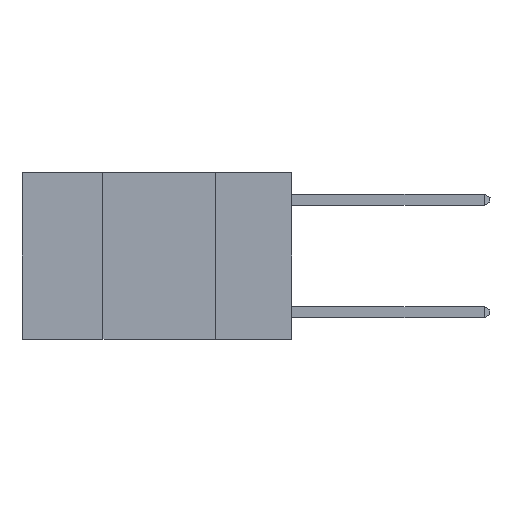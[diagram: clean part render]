
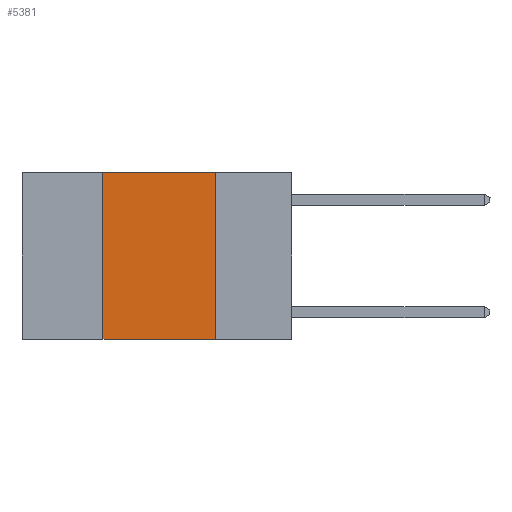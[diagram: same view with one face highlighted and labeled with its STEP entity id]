
A CAD part, left-side view. The second image highlights one B-rep face of the part: STEP entity #5381.
In plain terms, the highlighted planar face has unit normal (-1, 0, 0).
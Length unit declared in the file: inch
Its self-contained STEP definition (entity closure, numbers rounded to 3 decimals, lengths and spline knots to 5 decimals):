
#1192 = PLANE ( 'NONE',  #14171 ) ;
#1915 = EDGE_LOOP ( 'NONE', ( #8469, #18144, #10767, #4627 ) ) ;
#2266 = VECTOR ( 'NONE', #5338, 39.37008 ) ;
#2677 = VECTOR ( 'NONE', #3373, 39.37008 ) ;
#3373 = DIRECTION ( 'NONE',  ( 0., -1., 0. ) ) ;
#4627 = ORIENTED_EDGE ( 'NONE', *, *, #11345, .T. ) ;
#4775 = EDGE_CURVE ( 'NONE', #9530, #13301, #7547, .T. ) ;
#4838 = EDGE_CURVE ( 'NONE', #13301, #14548, #17894, .T. ) ;
#5338 = DIRECTION ( 'NONE',  ( 0., 0., 1. ) ) ;
#5381 = ADVANCED_FACE ( 'NONE', ( #5418 ), #1192, .F. ) ;
#5418 = FACE_OUTER_BOUND ( 'NONE', #1915, .T. ) ;
#6502 = CARTESIAN_POINT ( 'NONE',  ( 0., 0.17, -0.37 ) ) ;
#7547 = LINE ( 'NONE', #10396, #2677 ) ;
#7569 = DIRECTION ( 'NONE',  ( 0., 0., -1. ) ) ;
#8469 = ORIENTED_EDGE ( 'NONE', *, *, #4838, .F. ) ;
#8775 = DIRECTION ( 'NONE',  ( 1., 0., 0. ) ) ;
#9148 = VECTOR ( 'NONE', #15635, 39.37008 ) ;
#9467 = CARTESIAN_POINT ( 'NONE',  ( 0., 0.42, -0.37 ) ) ;
#9530 = VERTEX_POINT ( 'NONE', #17686 ) ;
#9786 = CARTESIAN_POINT ( 'NONE',  ( 0., 0.42, 0. ) ) ;
#10396 = CARTESIAN_POINT ( 'NONE',  ( 0., 0.6, 0. ) ) ;
#10767 = ORIENTED_EDGE ( 'NONE', *, *, #17015, .F. ) ;
#11148 = CARTESIAN_POINT ( 'NONE',  ( 0., 0.6, 0. ) ) ;
#11290 = CARTESIAN_POINT ( 'NONE',  ( 0., 0.6, -0.37 ) ) ;
#11345 = EDGE_CURVE ( 'NONE', #16001, #14548, #13792, .T. ) ;
#12596 = DIRECTION ( 'NONE',  ( 0., -1., 0. ) ) ;
#12759 = VECTOR ( 'NONE', #12596, 39.37008 ) ;
#13301 = VERTEX_POINT ( 'NONE', #17230 ) ;
#13706 = CARTESIAN_POINT ( 'NONE',  ( 0., 0.17, 0. ) ) ;
#13792 = LINE ( 'NONE', #11290, #12759 ) ;
#14171 = AXIS2_PLACEMENT_3D ( 'NONE', #11148, #8775, #7569 ) ;
#14548 = VERTEX_POINT ( 'NONE', #6502 ) ;
#15635 = DIRECTION ( 'NONE',  ( 0., 0., -1. ) ) ;
#16001 = VERTEX_POINT ( 'NONE', #9467 ) ;
#17015 = EDGE_CURVE ( 'NONE', #16001, #9530, #17024, .T. ) ;
#17024 = LINE ( 'NONE', #9786, #2266 ) ;
#17230 = CARTESIAN_POINT ( 'NONE',  ( 0., 0.17, 0. ) ) ;
#17686 = CARTESIAN_POINT ( 'NONE',  ( 0., 0.42, 0. ) ) ;
#17894 = LINE ( 'NONE', #13706, #9148 ) ;
#18144 = ORIENTED_EDGE ( 'NONE', *, *, #4775, .F. ) ;
